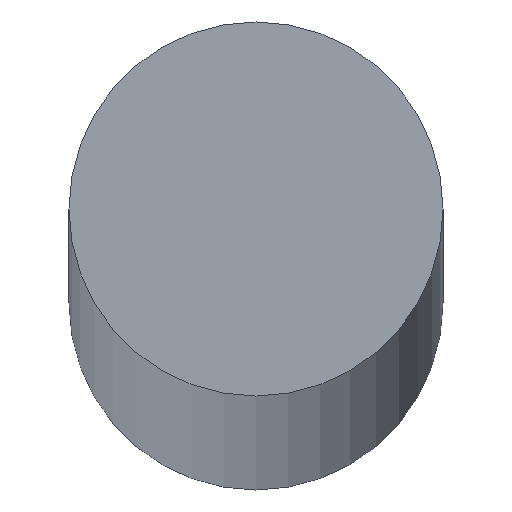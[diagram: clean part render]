
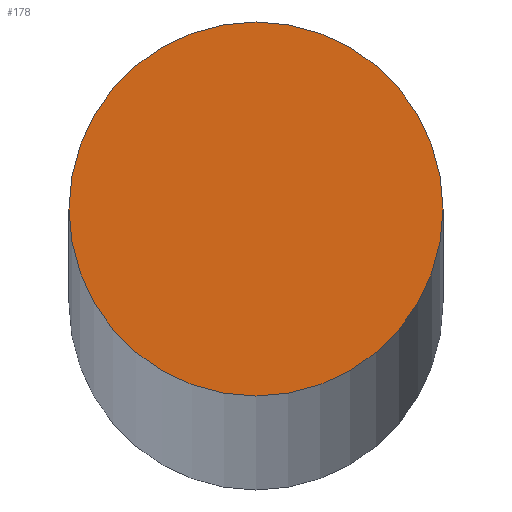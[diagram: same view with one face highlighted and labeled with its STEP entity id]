
A CAD part, top view. The second image highlights one B-rep face of the part: STEP entity #178.
In plain terms, the highlighted planar face has unit normal (0, 0, 1).
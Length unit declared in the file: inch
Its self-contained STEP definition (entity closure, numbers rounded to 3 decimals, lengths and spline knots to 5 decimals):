
#2 = CARTESIAN_POINT ( 'NONE',  ( 0., 0., 36. ) ) ;
#3 = CARTESIAN_POINT ( 'NONE',  ( -0.25, 0., 36. ) ) ;
#13 = EDGE_CURVE ( 'NONE', #153, #161, #22, .T. ) ;
#14 = AXIS2_PLACEMENT_3D ( 'NONE', #90, #61, #56 ) ;
#17 = EDGE_LOOP ( 'NONE', ( #141, #88 ) ) ;
#21 = AXIS2_PLACEMENT_3D ( 'NONE', #2, #37, #168 ) ;
#22 = CIRCLE ( 'NONE', #21, 0.25 ) ;
#37 = DIRECTION ( 'NONE',  ( 0., 0., 1. ) ) ;
#56 = DIRECTION ( 'NONE',  ( 1., 0., 0. ) ) ;
#61 = DIRECTION ( 'NONE',  ( 0., 0., 1. ) ) ;
#62 = DIRECTION ( 'NONE',  ( 1., 0., 0. ) ) ;
#77 = DIRECTION ( 'NONE',  ( 0., 0., 1. ) ) ;
#88 = ORIENTED_EDGE ( 'NONE', *, *, #13, .T. ) ;
#89 = CIRCLE ( 'NONE', #14, 0.25 ) ;
#90 = CARTESIAN_POINT ( 'NONE',  ( 0., 0., 36. ) ) ;
#128 = FACE_OUTER_BOUND ( 'NONE', #17, .T. ) ;
#140 = CARTESIAN_POINT ( 'NONE',  ( 0., 0., 36. ) ) ;
#141 = ORIENTED_EDGE ( 'NONE', *, *, #170, .T. ) ;
#153 = VERTEX_POINT ( 'NONE', #167 ) ;
#154 = PLANE ( 'NONE',  #163 ) ;
#161 = VERTEX_POINT ( 'NONE', #3 ) ;
#163 = AXIS2_PLACEMENT_3D ( 'NONE', #140, #77, #62 ) ;
#167 = CARTESIAN_POINT ( 'NONE',  ( 0.25, 0., 36. ) ) ;
#168 = DIRECTION ( 'NONE',  ( 1., 0., 0. ) ) ;
#170 = EDGE_CURVE ( 'NONE', #161, #153, #89, .T. ) ;
#178 = ADVANCED_FACE ( 'NONE', ( #128 ), #154, .T. ) ;
